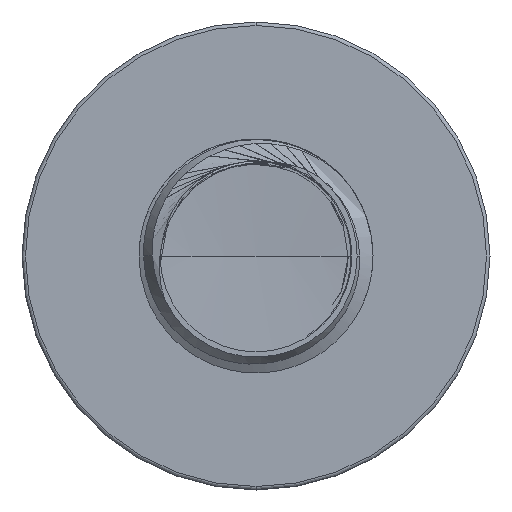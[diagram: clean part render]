
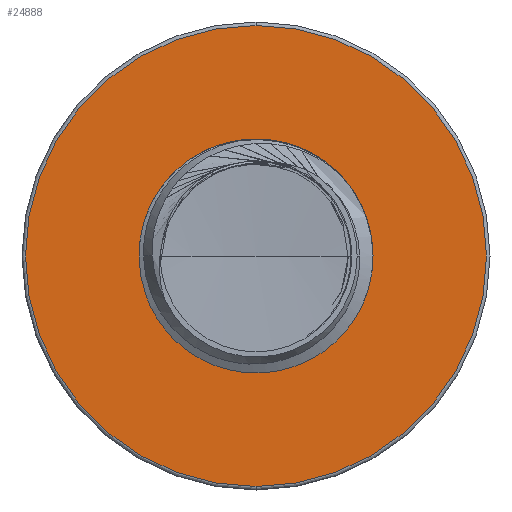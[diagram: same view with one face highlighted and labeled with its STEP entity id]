
A CAD part, front view. The second image highlights one B-rep face of the part: STEP entity #24888.
In plain terms, the highlighted planar face has unit normal (0, -1, 0).
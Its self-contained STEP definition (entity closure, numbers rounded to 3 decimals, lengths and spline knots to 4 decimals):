
#258 = EDGE_CURVE ( 'NONE', #5690, #41946, #22021, .T. ) ;
#756 = CARTESIAN_POINT ( 'NONE',  ( 0., 32.5, 0. ) ) ;
#3501 = EDGE_LOOP ( 'NONE', ( #4812, #5863 ) ) ;
#4551 = DIRECTION ( 'NONE',  ( 0., 0., -1. ) ) ;
#4812 = ORIENTED_EDGE ( 'NONE', *, *, #24532, .T. ) ;
#5690 = VERTEX_POINT ( 'NONE', #10781 ) ;
#5863 = ORIENTED_EDGE ( 'NONE', *, *, #32523, .T. ) ;
#6325 = DIRECTION ( 'NONE',  ( 0., 0., -1. ) ) ;
#6384 = DIRECTION ( 'NONE',  ( 0., -1., 0. ) ) ;
#6397 = CARTESIAN_POINT ( 'NONE',  ( 0., 32.5, 0. ) ) ;
#7676 = AXIS2_PLACEMENT_3D ( 'NONE', #44886, #40452, #48643 ) ;
#9301 = CARTESIAN_POINT ( 'NONE',  ( 0., 32.5, -3.94 ) ) ;
#9857 = AXIS2_PLACEMENT_3D ( 'NONE', #756, #29318, #4551 ) ;
#10000 = AXIS2_PLACEMENT_3D ( 'NONE', #6397, #6384, #6325 ) ;
#10781 = CARTESIAN_POINT ( 'NONE',  ( 0., 32.5, -1.9709 ) ) ;
#13011 = EDGE_CURVE ( 'NONE', #41946, #5690, #40388, .T. ) ;
#13592 = ORIENTED_EDGE ( 'NONE', *, *, #258, .F. ) ;
#17178 = AXIS2_PLACEMENT_3D ( 'NONE', #36908, #37994, #37985 ) ;
#18672 = AXIS2_PLACEMENT_3D ( 'NONE', #22147, #22132, #22074 ) ;
#18927 = VERTEX_POINT ( 'NONE', #27892 ) ;
#21088 = FACE_OUTER_BOUND ( 'NONE', #3501, .T. ) ;
#21456 = EDGE_LOOP ( 'NONE', ( #13592, #29642 ) ) ;
#22021 = CIRCLE ( 'NONE', #18672, 1.9709 ) ;
#22074 = DIRECTION ( 'NONE',  ( 0., 0., -1. ) ) ;
#22132 = DIRECTION ( 'NONE',  ( 0., -1., 0. ) ) ;
#22147 = CARTESIAN_POINT ( 'NONE',  ( 0., 32.5, 0. ) ) ;
#23660 = FACE_BOUND ( 'NONE', #21456, .T. ) ;
#24532 = EDGE_CURVE ( 'NONE', #38268, #18927, #45772, .T. ) ;
#24888 = ADVANCED_FACE ( 'NONE', ( #21088, #23660 ), #41580, .T. ) ;
#27892 = CARTESIAN_POINT ( 'NONE',  ( 0., 32.5, 3.94 ) ) ;
#29318 = DIRECTION ( 'NONE',  ( 0., -1., 0. ) ) ;
#29642 = ORIENTED_EDGE ( 'NONE', *, *, #13011, .F. ) ;
#32523 = EDGE_CURVE ( 'NONE', #18927, #38268, #45020, .T. ) ;
#36908 = CARTESIAN_POINT ( 'NONE',  ( 0., 32.5, 0. ) ) ;
#37985 = DIRECTION ( 'NONE',  ( 0., 0., -1. ) ) ;
#37994 = DIRECTION ( 'NONE',  ( 0., -1., 0. ) ) ;
#38268 = VERTEX_POINT ( 'NONE', #9301 ) ;
#40388 = CIRCLE ( 'NONE', #10000, 1.9709 ) ;
#40452 = DIRECTION ( 'NONE',  ( 0., -1., 0. ) ) ;
#41580 = PLANE ( 'NONE',  #7676 ) ;
#41946 = VERTEX_POINT ( 'NONE', #44279 ) ;
#44279 = CARTESIAN_POINT ( 'NONE',  ( 0., 32.5, 1.9709 ) ) ;
#44886 = CARTESIAN_POINT ( 'NONE',  ( 0., 32.5, 1.9709 ) ) ;
#45020 = CIRCLE ( 'NONE', #9857, 3.94 ) ;
#45772 = CIRCLE ( 'NONE', #17178, 3.94 ) ;
#48643 = DIRECTION ( 'NONE',  ( 0., 0., -1. ) ) ;
